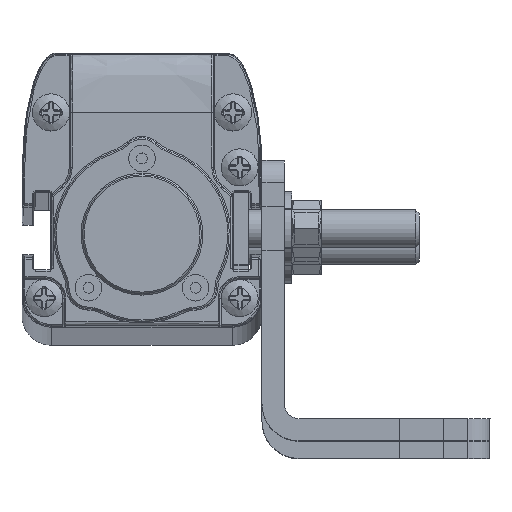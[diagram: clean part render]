
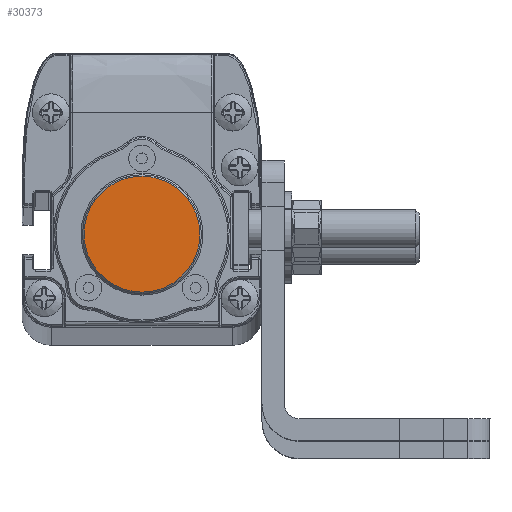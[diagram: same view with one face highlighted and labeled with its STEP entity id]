
A CAD part, top view. The second image highlights one B-rep face of the part: STEP entity #30373.
In plain terms, the highlighted planar face has unit normal (0, 0, 1).
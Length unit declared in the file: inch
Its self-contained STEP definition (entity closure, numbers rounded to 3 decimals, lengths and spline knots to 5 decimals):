
#4852 = CARTESIAN_POINT ( 'NONE',  ( -0.15465, 0.26833, 56.42583 ) ) ;
#5474 = CARTESIAN_POINT ( 'NONE',  ( -0.30709, 0.0402, 56.42583 ) ) ;
#5564 = CARTESIAN_POINT ( 'NONE',  ( 0.30709, 0.0402, 56.42583 ) ) ;
#7377 = CARTESIAN_POINT ( 'NONE',  ( -0.26833, -0.15465, 56.42583 ) ) ;
#11927 = CARTESIAN_POINT ( 'NONE',  ( 0.18872, 0.24557, 56.42583 ) ) ;
#12429 = CARTESIAN_POINT ( 'NONE',  ( -0.0402, -0.30709, 56.42583 ) ) ;
#13049 = DIRECTION ( 'NONE',  ( 1., 0., 0. ) ) ;
#14418 = CARTESIAN_POINT ( 'NONE',  ( 0.15465, -0.26833, 56.42583 ) ) ;
#17858 = B_SPLINE_CURVE_WITH_KNOTS ( 'NONE', 3,
 ( #48222, #12429, #78123, #20383, #26673, #49160, #7377, #55530, #40934, #5474, #84754, #41229, #56124, #85376, #4852, #20055, #63117, #27322 ),
 .UNSPECIFIED., .F., .F.,
 ( 4, 2, 2, 2, 2, 2, 2, 2, 4 ),
 ( 0., 0.125, 0.25, 0.375, 0.5, 0.625, 0.75, 0.875, 1. ),
 .UNSPECIFIED. ) ;
#20055 = CARTESIAN_POINT ( 'NONE',  ( -0.08038, 0.29909, 56.42583 ) ) ;
#20155 = CARTESIAN_POINT ( 'NONE',  ( 0.29909, -0.08038, 56.42583 ) ) ;
#20383 = CARTESIAN_POINT ( 'NONE',  ( -0.15465, -0.26833, 56.42583 ) ) ;
#20469 = CARTESIAN_POINT ( 'NONE',  ( 0., -0.30709, 56.42583 ) ) ;
#26673 = CARTESIAN_POINT ( 'NONE',  ( -0.18872, -0.24557, 56.42583 ) ) ;
#27322 = CARTESIAN_POINT ( 'NONE',  ( 0., 0.30709, 56.42583 ) ) ;
#28966 = CARTESIAN_POINT ( 'NONE',  ( 0.18872, -0.24557, 56.42583 ) ) ;
#30373 = ADVANCED_FACE ( 'NONE', ( #54329 ), #93311, .T. ) ;
#35365 = ORIENTED_EDGE ( 'NONE', *, *, #67109, .F. ) ;
#35574 = CARTESIAN_POINT ( 'NONE',  ( -0.61417, -0.53189, 56.42583 ) ) ;
#40934 = CARTESIAN_POINT ( 'NONE',  ( -0.30709, -0.0402, 56.42583 ) ) ;
#41229 = CARTESIAN_POINT ( 'NONE',  ( -0.26833, 0.15465, 56.42583 ) ) ;
#41615 = CARTESIAN_POINT ( 'NONE',  ( 0.24557, 0.18872, 56.42583 ) ) ;
#42557 = CARTESIAN_POINT ( 'NONE',  ( 0.08038, -0.29909, 56.42583 ) ) ;
#43179 = CARTESIAN_POINT ( 'NONE',  ( 0.0402, -0.30709, 56.42583 ) ) ;
#43405 = EDGE_LOOP ( 'NONE', ( #35365, #71860 ) ) ;
#46598 = AXIS2_PLACEMENT_3D ( 'NONE', #35574, #65003, #13049 ) ;
#47402 = EDGE_CURVE ( 'NONE', #88139, #82646, #17858, .T. ) ;
#47999 = CARTESIAN_POINT ( 'NONE',  ( 0.0402, 0.30709, 56.42583 ) ) ;
#48222 = CARTESIAN_POINT ( 'NONE',  ( 0., -0.30709, 56.42583 ) ) ;
#49160 = CARTESIAN_POINT ( 'NONE',  ( -0.24557, -0.18872, 56.42583 ) ) ;
#50806 = CARTESIAN_POINT ( 'NONE',  ( 0.26833, -0.15465, 56.42583 ) ) ;
#54329 = FACE_OUTER_BOUND ( 'NONE', #43405, .T. ) ;
#55304 = CARTESIAN_POINT ( 'NONE',  ( 0.15465, 0.26833, 56.42583 ) ) ;
#55530 = CARTESIAN_POINT ( 'NONE',  ( -0.29909, -0.08038, 56.42583 ) ) ;
#56124 = CARTESIAN_POINT ( 'NONE',  ( -0.24557, 0.18872, 56.42583 ) ) ;
#56211 = CARTESIAN_POINT ( 'NONE',  ( 0.30709, -0.0402, 56.42583 ) ) ;
#63117 = CARTESIAN_POINT ( 'NONE',  ( -0.0402, 0.30709, 56.42583 ) ) ;
#65003 = DIRECTION ( 'NONE',  ( 0., 0., 1. ) ) ;
#67109 = EDGE_CURVE ( 'NONE', #82646, #88139, #90996, .T. ) ;
#71860 = ORIENTED_EDGE ( 'NONE', *, *, #47402, .F. ) ;
#77304 = CARTESIAN_POINT ( 'NONE',  ( 0.29909, 0.08038, 56.42583 ) ) ;
#77895 = CARTESIAN_POINT ( 'NONE',  ( 0.08038, 0.29909, 56.42583 ) ) ;
#78123 = CARTESIAN_POINT ( 'NONE',  ( -0.08038, -0.29909, 56.42583 ) ) ;
#82646 = VERTEX_POINT ( 'NONE', #93645 ) ;
#84754 = CARTESIAN_POINT ( 'NONE',  ( -0.29909, 0.08038, 56.42583 ) ) ;
#85376 = CARTESIAN_POINT ( 'NONE',  ( -0.18872, 0.24557, 56.42583 ) ) ;
#88139 = VERTEX_POINT ( 'NONE', #92598 ) ;
#90996 = B_SPLINE_CURVE_WITH_KNOTS ( 'NONE', 3,
 ( #91524, #47999, #77895, #55304, #11927, #41615, #92451, #77304, #5564, #56211, #20155, #50806, #93390, #28966, #14418, #42557, #43179, #20469 ),
 .UNSPECIFIED., .F., .F.,
 ( 4, 2, 2, 2, 2, 2, 2, 2, 4 ),
 ( 0., 0.125, 0.25, 0.375, 0.5, 0.625, 0.75, 0.875, 1. ),
 .UNSPECIFIED. ) ;
#91524 = CARTESIAN_POINT ( 'NONE',  ( 0., 0.30709, 56.42583 ) ) ;
#92451 = CARTESIAN_POINT ( 'NONE',  ( 0.26833, 0.15465, 56.42583 ) ) ;
#92598 = CARTESIAN_POINT ( 'NONE',  ( 0., -0.30709, 56.42583 ) ) ;
#93311 = PLANE ( 'NONE',  #46598 ) ;
#93390 = CARTESIAN_POINT ( 'NONE',  ( 0.24557, -0.18872, 56.42583 ) ) ;
#93645 = CARTESIAN_POINT ( 'NONE',  ( 0., 0.30709, 56.42583 ) ) ;
